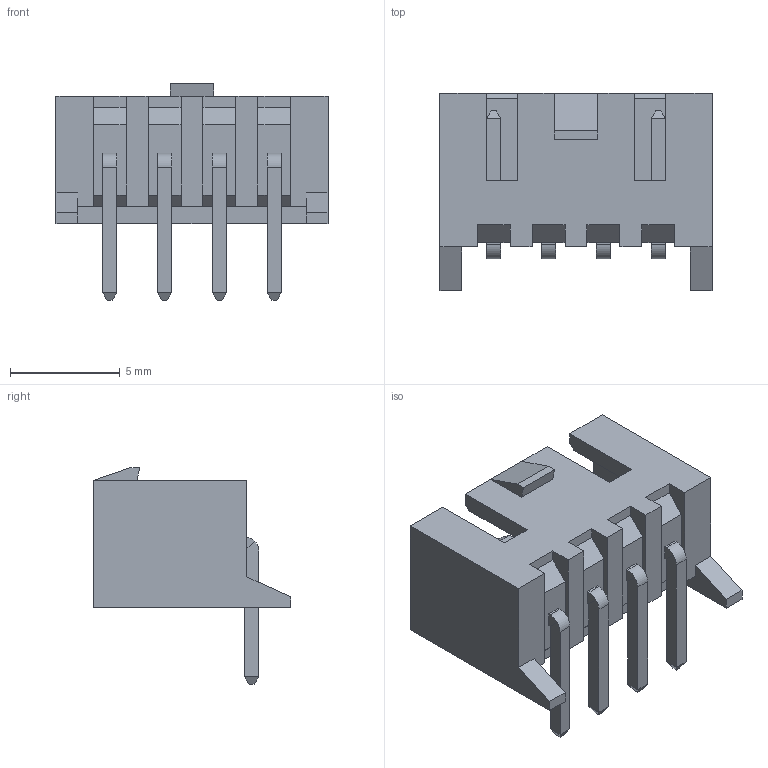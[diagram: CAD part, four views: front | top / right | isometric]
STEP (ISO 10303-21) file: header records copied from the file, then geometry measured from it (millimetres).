
FILE_DESCRIPTION (( 'STEP AP214' ), '1' );
FILE_NAME ('5FE07BEE-C6E0-4000-BE8A-68CE5D18D555.STEP', '2025-09-19T03:58:18', ( '' ), ( '' ), 'SwSTEP 2.0', 'SolidWorks 2022', '' );
FILE_SCHEMA (( 'AUTOMOTIVE_DESIGN' ));
Length unit declared in the file: millimetre
Products named in the file (1): 5FE07BEE-C6E0-4000-BE8A-68CE5D18D555
Bounding box: 12.4 x 9 x 9.89 mm (x, y, z)
Volume: 269.6 mm3; surface area: 667.9 mm2
Topology: 1 solids, 1 shells, 157 faces, 395 edges, 248 vertices
Faces by surface type: plane 153, cylinder 4
Entity records: 5306 total; most frequent: CARTESIAN_POINT 801, ORIENTED_EDGE 790, DIRECTION 727, EDGE_CURVE 395, VECTOR 379, LINE 379, VERTEX_POINT 248, AXIS2_PLACEMENT_3D 174
